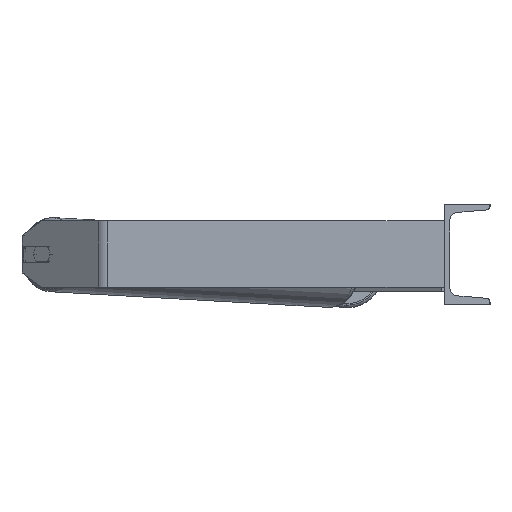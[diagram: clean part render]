
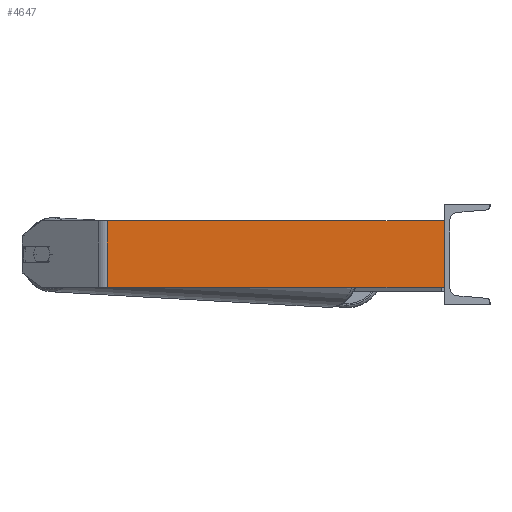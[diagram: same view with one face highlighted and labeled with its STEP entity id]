
A CAD part, left-side view. The second image highlights one B-rep face of the part: STEP entity #4647.
In plain terms, the highlighted planar face has unit normal (-1, 0, 0).
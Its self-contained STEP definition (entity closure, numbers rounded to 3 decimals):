
#49 = AXIS2_PLACEMENT_3D ( 'NONE', #1658, #2956, #5771 ) ;
#62 = LINE ( 'NONE', #6167, #1800 ) ;
#190 = CARTESIAN_POINT ( 'NONE',  ( -785., 0., 40. ) ) ;
#215 = ORIENTED_EDGE ( 'NONE', *, *, #3515, .F. ) ;
#247 = LINE ( 'NONE', #292, #2366 ) ;
#292 = CARTESIAN_POINT ( 'NONE',  ( -785., 0., 40. ) ) ;
#766 = VERTEX_POINT ( 'NONE', #958 ) ;
#958 = CARTESIAN_POINT ( 'NONE',  ( -785., 403.93, -40. ) ) ;
#1209 = ORIENTED_EDGE ( 'NONE', *, *, #4422, .T. ) ;
#1444 = DIRECTION ( 'NONE',  ( 0., -1., 0. ) ) ;
#1658 = CARTESIAN_POINT ( 'NONE',  ( -785., 409.753, 40. ) ) ;
#1781 = EDGE_LOOP ( 'NONE', ( #1209, #215, #7823, #2236 ) ) ;
#1800 = VECTOR ( 'NONE', #8277, 1000. ) ;
#2236 = ORIENTED_EDGE ( 'NONE', *, *, #4559, .T. ) ;
#2366 = VECTOR ( 'NONE', #7718, 1000. ) ;
#2626 = VERTEX_POINT ( 'NONE', #7185 ) ;
#2956 = DIRECTION ( 'NONE',  ( 1., 0., 0. ) ) ;
#3515 = EDGE_CURVE ( 'NONE', #7495, #2626, #247, .T. ) ;
#3706 = LINE ( 'NONE', #7855, #6870 ) ;
#4122 = VECTOR ( 'NONE', #1444, 1000. ) ;
#4422 = EDGE_CURVE ( 'NONE', #766, #2626, #7717, .T. ) ;
#4559 = EDGE_CURVE ( 'NONE', #5123, #766, #3706, .T. ) ;
#4647 = ADVANCED_FACE ( 'NONE', ( #7113 ), #7158, .F. ) ;
#4914 = CARTESIAN_POINT ( 'NONE',  ( -785., 403.93, 40. ) ) ;
#4973 = EDGE_CURVE ( 'NONE', #5123, #7495, #62, .T. ) ;
#5123 = VERTEX_POINT ( 'NONE', #4914 ) ;
#5771 = DIRECTION ( 'NONE',  ( 0., 1., 0. ) ) ;
#6167 = CARTESIAN_POINT ( 'NONE',  ( -785., 409.753, 40. ) ) ;
#6518 = DIRECTION ( 'NONE',  ( 0., 0., -1. ) ) ;
#6870 = VECTOR ( 'NONE', #6518, 1000. ) ;
#7113 = FACE_OUTER_BOUND ( 'NONE', #1781, .T. ) ;
#7158 = PLANE ( 'NONE',  #49 ) ;
#7185 = CARTESIAN_POINT ( 'NONE',  ( -785., 0., -40. ) ) ;
#7495 = VERTEX_POINT ( 'NONE', #190 ) ;
#7678 = CARTESIAN_POINT ( 'NONE',  ( -785., 409.753, -40. ) ) ;
#7717 = LINE ( 'NONE', #7678, #4122 ) ;
#7718 = DIRECTION ( 'NONE',  ( 0., 0., -1. ) ) ;
#7823 = ORIENTED_EDGE ( 'NONE', *, *, #4973, .F. ) ;
#7855 = CARTESIAN_POINT ( 'NONE',  ( -785., 403.93, 40. ) ) ;
#8277 = DIRECTION ( 'NONE',  ( 0., -1., 0. ) ) ;
